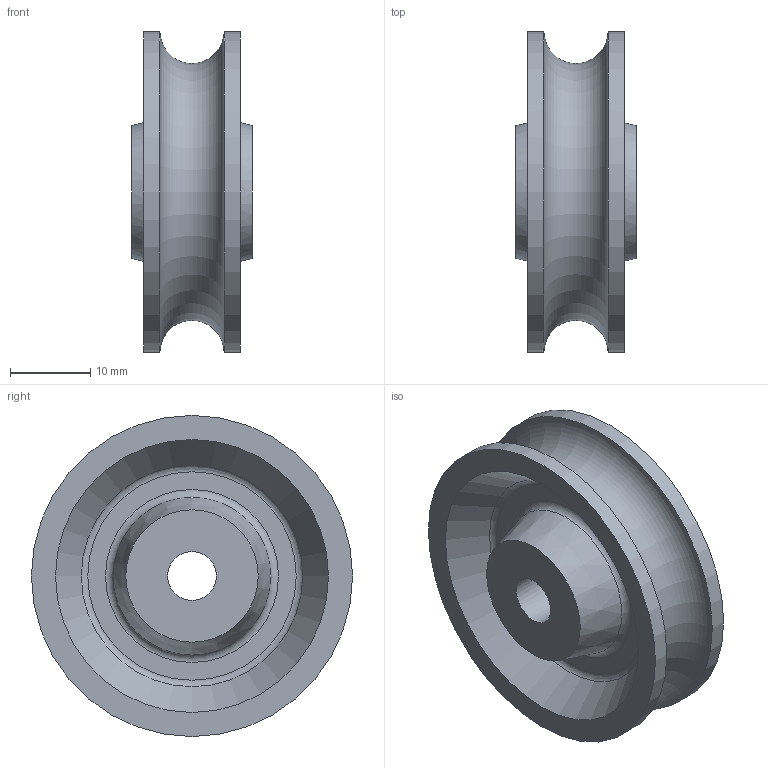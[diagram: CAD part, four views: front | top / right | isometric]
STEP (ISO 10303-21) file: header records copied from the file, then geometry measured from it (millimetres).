
FILE_DESCRIPTION (( 'STEP AP203' ), '1' );
FILE_NAME ('0015933_E040-1.STEP', '2017-03-02T08:38:10', ( '' ), ( '' ), 'SwSTEP 2.0', 'SolidWorks 2016', '' );
FILE_SCHEMA (( 'CONFIG_CONTROL_DESIGN' ));
Length unit declared in the file: millimetre
Products named in the file (1): 0015933_E040-1
Bounding box: 15 x 40 x 40 mm (x, y, z)
Volume: 7852.2 mm3; surface area: 5650 mm2
Topology: 1 solids, 1 shells, 18 faces, 34 edges, 22 vertices
Faces by surface type: plane 6, torus 5, cone 4, cylinder 3
Full cylindrical faces by diameter (mm): 6.05 x1, 40 x2
Entity records: 445 total; most frequent: DIRECTION 74, CARTESIAN_POINT 55, AXIS2_PLACEMENT_3D 37, ORIENTED_EDGE 36, EDGE_LOOP 36, FACE_OUTER_BOUND 26, ADVANCED_FACE 18, EDGE_CURVE 18
